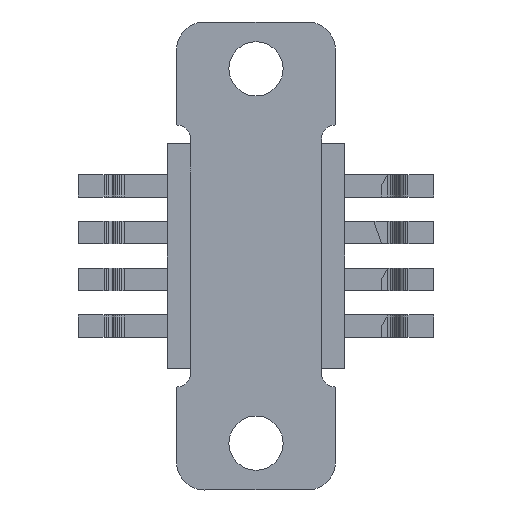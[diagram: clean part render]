
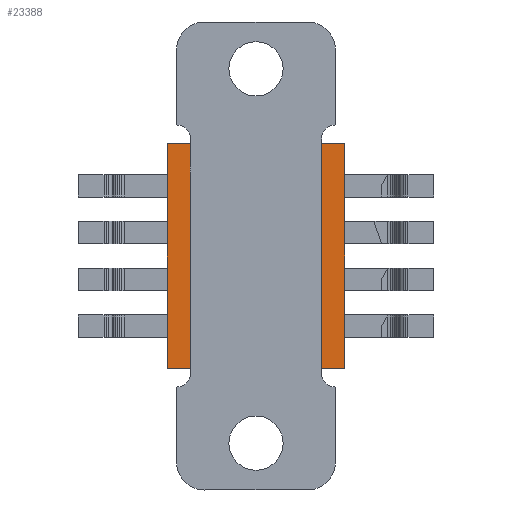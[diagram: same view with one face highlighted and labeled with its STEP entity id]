
A CAD part, front view. The second image highlights one B-rep face of the part: STEP entity #23388.
In plain terms, the highlighted planar face has unit normal (0, -1, 0).
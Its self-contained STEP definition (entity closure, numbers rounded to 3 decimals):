
#1265 = EDGE_CURVE ( 'NONE', #7052, #6655, #2530, .T. ) ;
#1407 = ORIENTED_EDGE ( 'NONE', *, *, #1265, .F. ) ;
#2245 = LINE ( 'NONE', #17294, #21504 ) ;
#2530 = LINE ( 'NONE', #18496, #9489 ) ;
#4479 = CARTESIAN_POINT ( 'NONE',  ( -4.75, 0.7, -6. ) ) ;
#5170 = CARTESIAN_POINT ( 'NONE',  ( -4.75, 0.7, 6. ) ) ;
#5880 = LINE ( 'NONE', #16486, #10846 ) ;
#6051 = AXIS2_PLACEMENT_3D ( 'NONE', #7424, #20490, #9292 ) ;
#6493 = VECTOR ( 'NONE', #8913, 1000. ) ;
#6655 = VERTEX_POINT ( 'NONE', #5170 ) ;
#7051 = CARTESIAN_POINT ( 'NONE',  ( 4.75, 0.7, 6. ) ) ;
#7052 = VERTEX_POINT ( 'NONE', #4479 ) ;
#7330 = DIRECTION ( 'NONE',  ( 0., 0., 1. ) ) ;
#7424 = CARTESIAN_POINT ( 'NONE',  ( 4.75, 0.7, 6. ) ) ;
#7618 = EDGE_CURVE ( 'NONE', #17173, #7052, #5880, .T. ) ;
#7976 = DIRECTION ( 'NONE',  ( 1., 0., 0. ) ) ;
#7990 = ORIENTED_EDGE ( 'NONE', *, *, #19116, .F. ) ;
#8913 = DIRECTION ( 'NONE',  ( 0., 0., -1. ) ) ;
#9292 = DIRECTION ( 'NONE',  ( 0., 0., 1. ) ) ;
#9489 = VECTOR ( 'NONE', #7330, 1000. ) ;
#10846 = VECTOR ( 'NONE', #20004, 1000. ) ;
#11607 = EDGE_LOOP ( 'NONE', ( #16292, #13470, #7990, #1407 ) ) ;
#12033 = LINE ( 'NONE', #7051, #6493 ) ;
#13470 = ORIENTED_EDGE ( 'NONE', *, *, #17334, .F. ) ;
#15423 = VERTEX_POINT ( 'NONE', #22374 ) ;
#16292 = ORIENTED_EDGE ( 'NONE', *, *, #7618, .F. ) ;
#16486 = CARTESIAN_POINT ( 'NONE',  ( 4.75, 0.7, -6. ) ) ;
#17112 = FACE_OUTER_BOUND ( 'NONE', #11607, .T. ) ;
#17173 = VERTEX_POINT ( 'NONE', #21454 ) ;
#17294 = CARTESIAN_POINT ( 'NONE',  ( -4.75, 0.7, 6. ) ) ;
#17334 = EDGE_CURVE ( 'NONE', #15423, #17173, #12033, .T. ) ;
#18496 = CARTESIAN_POINT ( 'NONE',  ( -4.75, 0.7, -6. ) ) ;
#19116 = EDGE_CURVE ( 'NONE', #6655, #15423, #2245, .T. ) ;
#20004 = DIRECTION ( 'NONE',  ( -1., 0., 0. ) ) ;
#20490 = DIRECTION ( 'NONE',  ( 0., 1., 0. ) ) ;
#21454 = CARTESIAN_POINT ( 'NONE',  ( 4.75, 0.7, -6. ) ) ;
#21504 = VECTOR ( 'NONE', #7976, 1000. ) ;
#22374 = CARTESIAN_POINT ( 'NONE',  ( 4.75, 0.7, 6. ) ) ;
#23388 = ADVANCED_FACE ( 'NONE', ( #17112 ), #24186, .F. ) ;
#24186 = PLANE ( 'NONE',  #6051 ) ;
